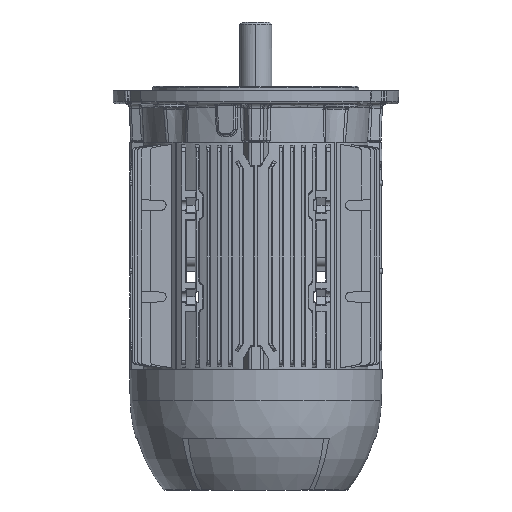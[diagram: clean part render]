
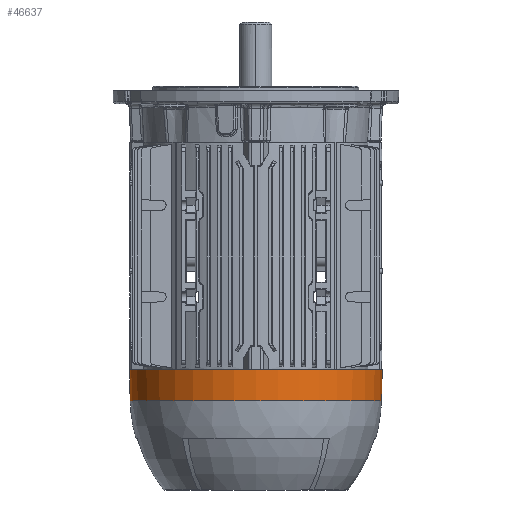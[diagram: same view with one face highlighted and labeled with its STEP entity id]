
A CAD part, front view. The second image highlights one B-rep face of the part: STEP entity #46637.
In plain terms, the highlighted conical face has half-angle 1.5 degrees and reference radius 110.35 mm.
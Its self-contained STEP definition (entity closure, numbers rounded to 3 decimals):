
#400 = FACE_OUTER_BOUND ( 'NONE', #55600, .T. ) ;
#1985 = DIRECTION ( 'NONE',  ( -0.026, 0., 1. ) ) ;
#7036 = CARTESIAN_POINT ( 'NONE',  ( 110.35, 0., -168.5 ) ) ;
#7209 = CARTESIAN_POINT ( 'NONE',  ( -110.376, 0., -167.5 ) ) ;
#7298 = AXIS2_PLACEMENT_3D ( 'NONE', #38653, #28519, #51390 ) ;
#7393 = EDGE_CURVE ( 'NONE', #66437, #35400, #52539, .T. ) ;
#11971 = DIRECTION ( 'NONE',  ( 1., 0., 0. ) ) ;
#12741 = CARTESIAN_POINT ( 'NONE',  ( 0., 0., -194.5 ) ) ;
#13269 = CIRCLE ( 'NONE', #7298, 110.376 ) ;
#14910 = VERTEX_POINT ( 'NONE', #46964 ) ;
#15011 = AXIS2_PLACEMENT_3D ( 'NONE', #68878, #63270, #11971 ) ;
#19261 = CARTESIAN_POINT ( 'NONE',  ( 109.669, 0., -194.5 ) ) ;
#28169 = CONICAL_SURFACE ( 'NONE', #15011, 110.35, 0.026 ) ;
#28519 = DIRECTION ( 'NONE',  ( 0., 0., 1. ) ) ;
#28745 = LINE ( 'NONE', #7036, #38098 ) ;
#29145 = ORIENTED_EDGE ( 'NONE', *, *, #66084, .F. ) ;
#31614 = CIRCLE ( 'NONE', #56747, 109.669 ) ;
#35400 = VERTEX_POINT ( 'NONE', #7209 ) ;
#38098 = VECTOR ( 'NONE', #52371, 1000. ) ;
#38653 = CARTESIAN_POINT ( 'NONE',  ( 0., 0., -167.5 ) ) ;
#40448 = VERTEX_POINT ( 'NONE', #19261 ) ;
#43948 = ORIENTED_EDGE ( 'NONE', *, *, #7393, .F. ) ;
#44353 = VECTOR ( 'NONE', #1985, 1000. ) ;
#46637 = ADVANCED_FACE ( 'NONE', ( #400 ), #28169, .T. ) ;
#46964 = CARTESIAN_POINT ( 'NONE',  ( 110.376, 0., -167.5 ) ) ;
#51390 = DIRECTION ( 'NONE',  ( 1., 0., 0. ) ) ;
#52371 = DIRECTION ( 'NONE',  ( 0.026, 0., 1. ) ) ;
#52539 = LINE ( 'NONE', #58150, #44353 ) ;
#54695 = EDGE_CURVE ( 'NONE', #66437, #40448, #31614, .T. ) ;
#55600 = EDGE_LOOP ( 'NONE', ( #43948, #72952, #71434, #29145 ) ) ;
#56747 = AXIS2_PLACEMENT_3D ( 'NONE', #12741, #69276, #61329 ) ;
#58150 = CARTESIAN_POINT ( 'NONE',  ( -110.35, 0., -168.5 ) ) ;
#61329 = DIRECTION ( 'NONE',  ( 1., 0., 0. ) ) ;
#62252 = EDGE_CURVE ( 'NONE', #40448, #14910, #28745, .T. ) ;
#63270 = DIRECTION ( 'NONE',  ( 0., 0., 1. ) ) ;
#66084 = EDGE_CURVE ( 'NONE', #35400, #14910, #13269, .T. ) ;
#66437 = VERTEX_POINT ( 'NONE', #72452 ) ;
#68878 = CARTESIAN_POINT ( 'NONE',  ( 0., 0., -168.5 ) ) ;
#69276 = DIRECTION ( 'NONE',  ( 0., 0., 1. ) ) ;
#71434 = ORIENTED_EDGE ( 'NONE', *, *, #62252, .T. ) ;
#72452 = CARTESIAN_POINT ( 'NONE',  ( -109.669, 0., -194.5 ) ) ;
#72952 = ORIENTED_EDGE ( 'NONE', *, *, #54695, .T. ) ;
